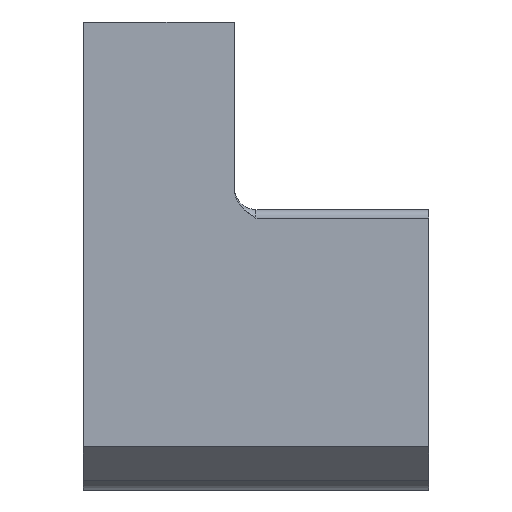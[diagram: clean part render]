
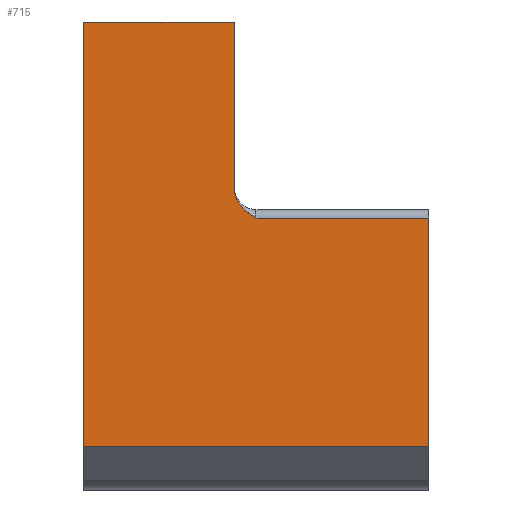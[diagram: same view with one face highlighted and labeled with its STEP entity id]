
A CAD part, left-side view. The second image highlights one B-rep face of the part: STEP entity #715.
In plain terms, the highlighted planar face has unit normal (-1, 0, 0).
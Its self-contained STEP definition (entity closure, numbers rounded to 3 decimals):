
#27=PLANE('',#779);
#51=LINE('',#1084,#123);
#55=LINE('',#1097,#127);
#65=LINE('',#1124,#137);
#66=LINE('',#1127,#138);
#67=LINE('',#1129,#139);
#68=LINE('',#1130,#140);
#123=VECTOR('',#855,10.);
#127=VECTOR('',#867,10.);
#137=VECTOR('',#889,10.);
#138=VECTOR('',#892,10.);
#139=VECTOR('',#893,10.);
#140=VECTOR('',#894,10.);
#212=FACE_OUTER_BOUND('',#250,.T.);
#250=EDGE_LOOP('',(#539,#540,#541,#542,#543,#544,#545));
#287=B_SPLINE_CURVE_WITH_KNOTS('',3,(#1069,#1070,#1071,#1072,#1073,#1074,
#1075,#1076),.UNSPECIFIED.,.F.,.F.,(4,2,2,4),(0.466,0.499,
0.535,0.631),.UNSPECIFIED.);
#323=VERTEX_POINT('',#1067);
#324=VERTEX_POINT('',#1068);
#326=VERTEX_POINT('',#1082);
#330=VERTEX_POINT('',#1094);
#331=VERTEX_POINT('',#1096);
#343=VERTEX_POINT('',#1126);
#344=VERTEX_POINT('',#1128);
#394=EDGE_CURVE('',#323,#324,#287,.T.);
#399=EDGE_CURVE('',#323,#326,#51,.T.);
#405=EDGE_CURVE('',#331,#330,#55,.T.);
#419=EDGE_CURVE('',#324,#330,#65,.T.);
#420=EDGE_CURVE('',#326,#343,#66,.T.);
#421=EDGE_CURVE('',#344,#343,#67,.F.);
#422=EDGE_CURVE('',#331,#344,#68,.F.);
#539=ORIENTED_EDGE('',*,*,#399,.T.);
#540=ORIENTED_EDGE('',*,*,#420,.T.);
#541=ORIENTED_EDGE('',*,*,#421,.F.);
#542=ORIENTED_EDGE('',*,*,#422,.F.);
#543=ORIENTED_EDGE('',*,*,#405,.T.);
#544=ORIENTED_EDGE('',*,*,#419,.F.);
#545=ORIENTED_EDGE('',*,*,#394,.F.);
#715=ADVANCED_FACE('',(#212),#27,.T.);
#779=AXIS2_PLACEMENT_3D('',#1125,#890,#891);
#855=DIRECTION('',(0.,0.,1.));
#867=DIRECTION('',(0.,0.,1.));
#889=DIRECTION('',(0.,-1.,0.));
#890=DIRECTION('center_axis',(-1.,0.,0.));
#891=DIRECTION('ref_axis',(0.,-1.,0.));
#892=DIRECTION('',(0.,1.,0.));
#893=DIRECTION('',(0.,0.,-1.));
#894=DIRECTION('',(0.,-1.,0.));
#1067=CARTESIAN_POINT('',(8.,30.,-7.808));
#1068=CARTESIAN_POINT('',(8.,29.,-9.15));
#1069=CARTESIAN_POINT('Ctrl Pts',(8.,30.,-7.808));
#1070=CARTESIAN_POINT('Ctrl Pts',(8.,30.,-7.92));
#1071=CARTESIAN_POINT('Ctrl Pts',(8.,29.978,-8.052));
#1072=CARTESIAN_POINT('Ctrl Pts',(8.,29.907,-8.271));
#1073=CARTESIAN_POINT('Ctrl Pts',(8.,29.842,-8.399));
#1074=CARTESIAN_POINT('Ctrl Pts',(8.,29.589,-8.76));
#1075=CARTESIAN_POINT('Ctrl Pts',(8.,29.271,-8.978));
#1076=CARTESIAN_POINT('Ctrl Pts',(8.,29.,-9.15));
#1082=CARTESIAN_POINT('',(8.,30.,-0.05));
#1084=CARTESIAN_POINT('',(8.,30.,-6.75));
#1094=CARTESIAN_POINT('',(8.,21.,-9.15));
#1096=CARTESIAN_POINT('',(8.,21.,-19.75));
#1097=CARTESIAN_POINT('',(8.,21.,-21.75));
#1124=CARTESIAN_POINT('',(8.,35.863,-9.15));
#1125=CARTESIAN_POINT('Origin',(8.,39.777,-21.75));
#1126=CARTESIAN_POINT('',(8.,37.,-0.05));
#1127=CARTESIAN_POINT('',(8.,33.888,-0.05));
#1128=CARTESIAN_POINT('',(8.,37.,-19.75));
#1129=CARTESIAN_POINT('',(8.,37.,-21.75));
#1130=CARTESIAN_POINT('',(8.,37.82,-19.75));
